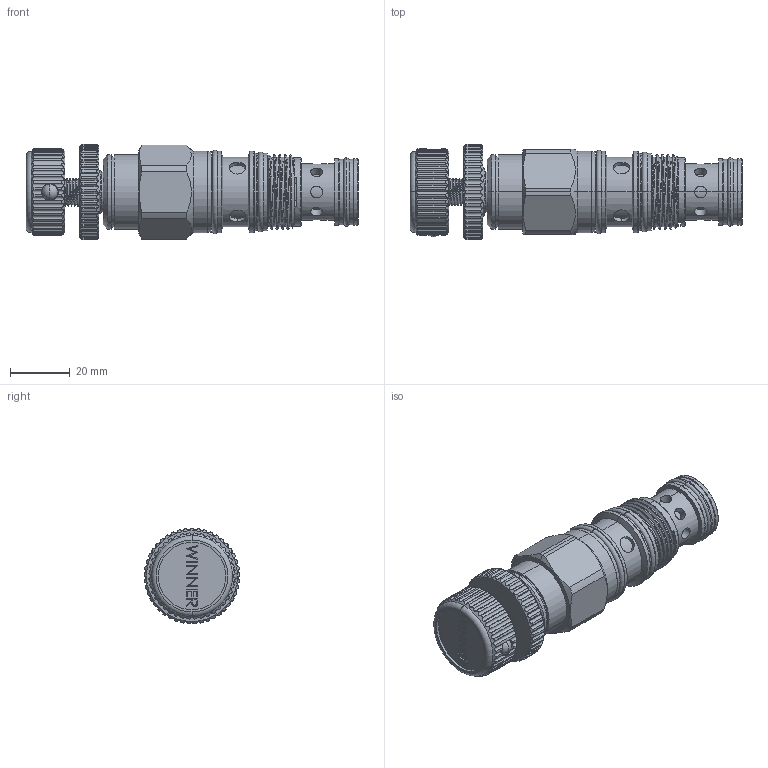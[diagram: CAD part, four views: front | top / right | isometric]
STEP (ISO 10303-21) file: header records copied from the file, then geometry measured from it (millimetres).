
FILE_DESCRIPTION (( 'STEP AP203' ), '1' );
FILE_NAME ('DP2A3Q-K.STEP', '2020-04-14T08:44:13', ( '' ), ( '' ), 'SwSTEP 2.0', 'SolidWorks 2018', '' );
FILE_SCHEMA (( 'CONFIG_CONTROL_DESIGN' ));
Length unit declared in the file: millimetre
Products named in the file (1): DP2A3Q-K
Bounding box: 111.61 x 32.2 x 32.18 mm (x, y, z)
Volume: 54366.7 mm3; surface area: 17176.6 mm2
Topology: 4 solids, 5 shells, 562 faces, 1472 edges, 960 vertices
Faces by surface type: cylinder 367, plane 118, cone 39, torus 20, bspline 14, sphere 4
Entity records: 28785 total; most frequent: CARTESIAN_POINT 15450, ORIENTED_EDGE 2944, DIRECTION 2547, EDGE_CURVE 1472, AXIS2_PLACEMENT_3D 970, VERTEX_POINT 960, EDGE_LOOP 610, VECTOR 607
